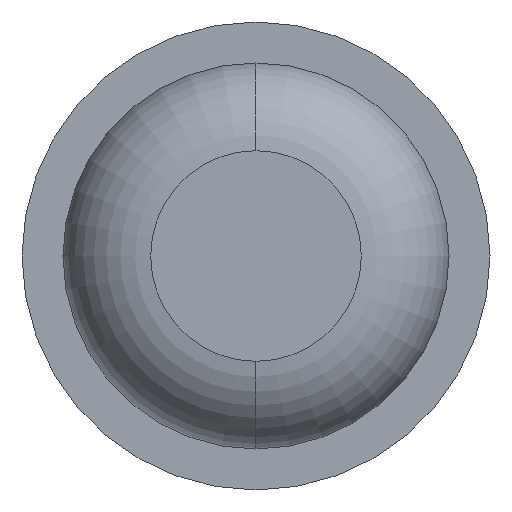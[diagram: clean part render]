
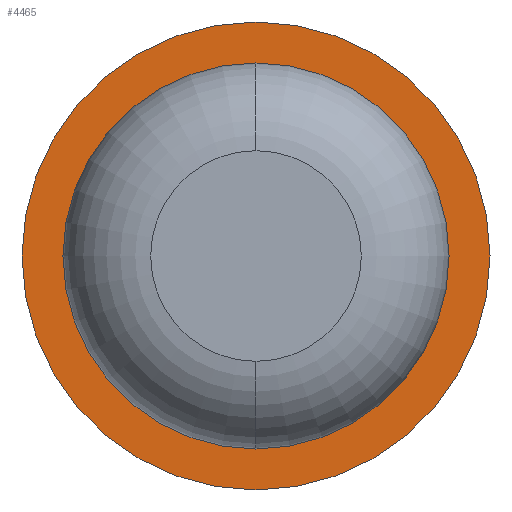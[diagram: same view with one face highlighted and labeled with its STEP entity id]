
A CAD part, front view. The second image highlights one B-rep face of the part: STEP entity #4465.
In plain terms, the highlighted planar face has unit normal (0, -1, 0).
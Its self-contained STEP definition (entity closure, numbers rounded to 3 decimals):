
#1 = CARTESIAN_POINT ( 'NONE',  ( 0., -9., 0. ) ) ;
#107 = ORIENTED_EDGE ( 'NONE', *, *, #482, .F. ) ;
#186 = CARTESIAN_POINT ( 'NONE',  ( 0., -9., -0.825 ) ) ;
#250 = VERTEX_POINT ( 'NONE', #3617 ) ;
#262 = EDGE_CURVE ( 'Defeature ausgef�hrt1_32+Defeature ausgef�hrt1_28+Defeature ausgef�hrt1_28+Defeature ausgef�hrt1_28', #2644, #1021, #295, .T. ) ;
#295 = CIRCLE ( 'NONE', #3767, 0.825 ) ;
#482 = EDGE_CURVE ( 'Defeature ausgef�hrt1_33+Defeature ausgef�hrt1_32+Defeature ausgef�hrt1_32+Defeature ausgef�hrt1_32', #250, #4647, #1822, .T. ) ;
#587 = FACE_BOUND ( 'NONE', #1650, .T. ) ;
#702 = CARTESIAN_POINT ( 'NONE',  ( 0., -9., 0. ) ) ;
#736 = DIRECTION ( 'NONE',  ( 0., 1., 0. ) ) ;
#749 = CARTESIAN_POINT ( 'NONE',  ( 0.825, -9., 0. ) ) ;
#921 = DIRECTION ( 'NONE',  ( -1., 0., 0. ) ) ;
#1021 = VERTEX_POINT ( 'NONE', #4495 ) ;
#1118 = PLANE ( 'NONE',  #3267 ) ;
#1361 = EDGE_CURVE ( 'Defeature ausgef�hrt1_32+Defeature ausgef�hrt1_28+Defeature ausgef�hrt1_28+Defeature ausgef�hrt1_28', #1021, #2644, #3145, .T. ) ;
#1495 = DIRECTION ( 'NONE',  ( 0., 1., 0. ) ) ;
#1501 = AXIS2_PLACEMENT_3D ( 'NONE', #702, #3224, #3963 ) ;
#1650 = EDGE_LOOP ( 'NONE', ( #1816, #4560 ) ) ;
#1730 = EDGE_LOOP ( 'NONE', ( #2814, #107 ) ) ;
#1816 = ORIENTED_EDGE ( 'NONE', *, *, #1361, .T. ) ;
#1822 = CIRCLE ( 'NONE', #2965, 1. ) ;
#1862 = DIRECTION ( 'NONE',  ( 0., 1., 0. ) ) ;
#2074 = FACE_OUTER_BOUND ( 'NONE', #1730, .T. ) ;
#2094 = AXIS2_PLACEMENT_3D ( 'NONE', #3690, #1862, #2648 ) ;
#2110 = EDGE_CURVE ( 'Defeature ausgef�hrt1_33+Defeature ausgef�hrt1_32+Defeature ausgef�hrt1_32+Defeature ausgef�hrt1_32', #4647, #250, #3778, .T. ) ;
#2375 = CARTESIAN_POINT ( 'NONE',  ( 0., -9., 0. ) ) ;
#2568 = DIRECTION ( 'NONE',  ( -1., 0., 0. ) ) ;
#2644 = VERTEX_POINT ( 'NONE', #186 ) ;
#2648 = DIRECTION ( 'NONE',  ( -1., 0., 0. ) ) ;
#2743 = DIRECTION ( 'NONE',  ( 0., 1., 0. ) ) ;
#2814 = ORIENTED_EDGE ( 'NONE', *, *, #2110, .F. ) ;
#2965 = AXIS2_PLACEMENT_3D ( 'NONE', #2375, #2743, #921 ) ;
#3145 = CIRCLE ( 'NONE', #1501, 0.825 ) ;
#3224 = DIRECTION ( 'NONE',  ( 0., 1., 0. ) ) ;
#3267 = AXIS2_PLACEMENT_3D ( 'NONE', #749, #1495, #3699 ) ;
#3617 = CARTESIAN_POINT ( 'NONE',  ( 1., -9., 0. ) ) ;
#3690 = CARTESIAN_POINT ( 'NONE',  ( 0., -9., 0. ) ) ;
#3699 = DIRECTION ( 'NONE',  ( -1., 0., 0. ) ) ;
#3767 = AXIS2_PLACEMENT_3D ( 'NONE', #1, #736, #2568 ) ;
#3778 = CIRCLE ( 'NONE', #2094, 1. ) ;
#3963 = DIRECTION ( 'NONE',  ( -1., 0., 0. ) ) ;
#4465 = ADVANCED_FACE ( 'Defeature ausgef�hrt1_32', ( #2074, #587 ), #1118, .F. ) ;
#4486 = CARTESIAN_POINT ( 'NONE',  ( -1., -9., 0. ) ) ;
#4495 = CARTESIAN_POINT ( 'NONE',  ( 0., -9., 0.825 ) ) ;
#4560 = ORIENTED_EDGE ( 'NONE', *, *, #262, .T. ) ;
#4647 = VERTEX_POINT ( 'NONE', #4486 ) ;
